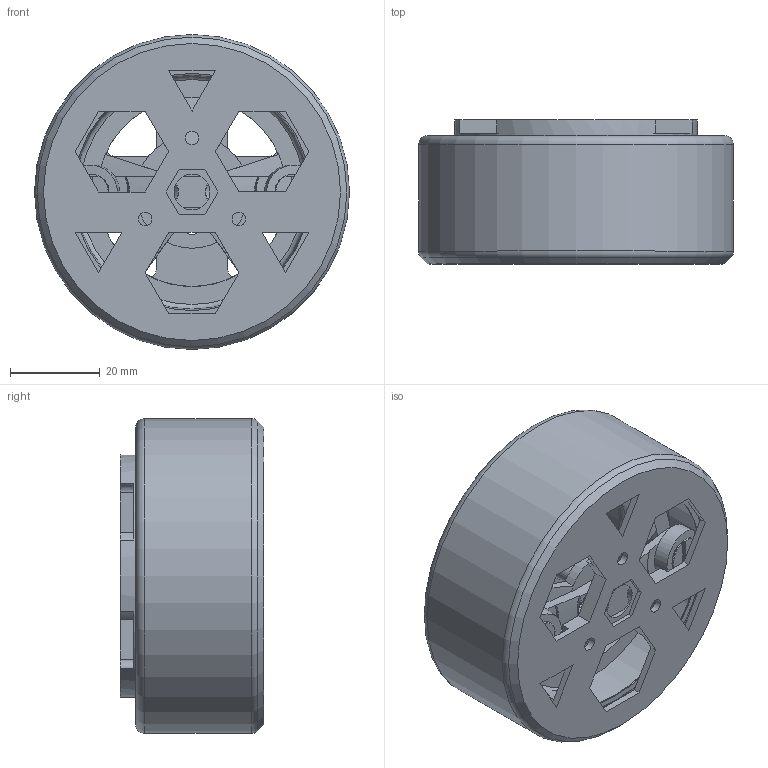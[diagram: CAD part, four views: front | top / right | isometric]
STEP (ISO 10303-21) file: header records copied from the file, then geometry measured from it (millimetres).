
FILE_DESCRIPTION(/* description */ (''),/* implementation_level */ '2;1');
FILE_NAME(/* name */ 'Strain wave drive 30x.step',/* time_stamp */ '2021-04-13T10:34:06-04:00',/* author */ (''),/* organization */ (''),/* preprocessor_version */ 'ST-DEVELOPER v18.1',/* originating_system */ 'Autodesk Translation Framework v10.6.0.1341',/* authorisation */ '');
FILE_SCHEMA (('AUTOMOTIVE_DESIGN { 1 0 10303 214 3 1 1 }'));
Length unit declared in the file: millimetre
Products named in the file (9): Strain wave drive 30x; Parts; Brushless motor 5010 360KV 12N14P; 6810-2RS Ball bearing; MR128ZZ Ball Bearing; Flex spline; Actuated spline; Wave generator; Mount and cap
Assembly tree (10 placements, depth 3):
  Strain wave drive 30x
    Parts
      Brushless motor 5010 360KV 12N14P
      6810-2RS Ball bearing
      MR128ZZ Ball Bearing  x3
    Flex spline
    Actuated spline
    Wave generator
    Mount and cap
Bounding box: 70 x 32 x 70 mm (x, y, z)
Volume: 59144.1 mm3; surface area: 52482 mm2
Topology: 11 solids, 11 shells, 1394 faces, 3978 edges, 2591 vertices
Faces by surface type: cylinder 605, bspline 492, plane 253, cone 36, torus 8
Full cylindrical faces by diameter (mm): 3 x22, 5 x3, 5.2 x1, 6 x8, 8 x5, 12 x4, 25 x1, 42 x1, 44 x1, 50 x2, 50.1 x1, 52.7 x1, 53.9 x1, 54 x1, 56.5 x1, 63 x1, 65 x2, 70 x1
Entity records: 53661 total; most frequent: CARTESIAN_POINT 20211, ORIENTED_EDGE 7932, DIRECTION 5573, EDGE_CURVE 3966, VERTEX_POINT 2583, AXIS2_PLACEMENT_3D 2086, EDGE_LOOP 1467, LINE 1401
